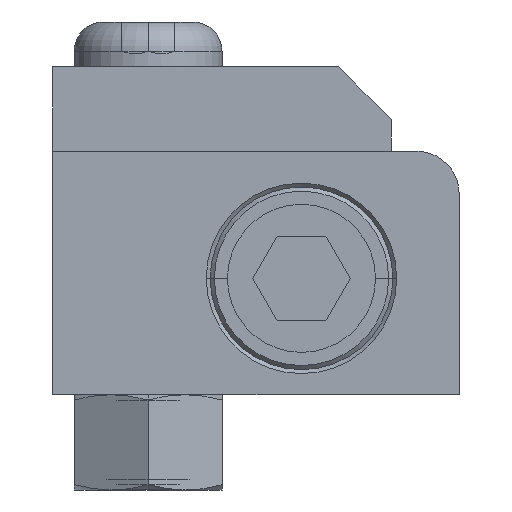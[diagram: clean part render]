
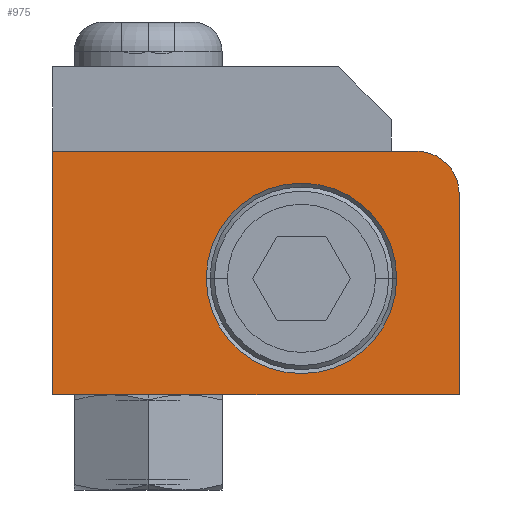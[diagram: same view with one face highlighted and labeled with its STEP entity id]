
A CAD part, left-side view. The second image highlights one B-rep face of the part: STEP entity #975.
In plain terms, the highlighted planar face has unit normal (-1, 0, 0).
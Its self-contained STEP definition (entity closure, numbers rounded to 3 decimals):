
#975=ADVANCED_FACE('',(#2812,#2813),#2814,.T.);
#2812=FACE_OUTER_BOUND('',#8390,.T.);
#2813=FACE_BOUND('',#8391,.T.);
#2814=PLANE('',#8392);
#8390=EDGE_LOOP('',(#16603,#16604,#16605,#16606,#16607,#16608));
#8391=EDGE_LOOP('',(#16609,#16610));
#8392=AXIS2_PLACEMENT_3D('',#16611,#16612,#16613);
#16603=ORIENTED_EDGE('',*,*,#23115,.F.);
#16604=ORIENTED_EDGE('',*,*,#23133,.T.);
#16605=ORIENTED_EDGE('',*,*,#23134,.F.);
#16606=ORIENTED_EDGE('',*,*,#23135,.F.);
#16607=ORIENTED_EDGE('',*,*,#23136,.T.);
#16608=ORIENTED_EDGE('',*,*,#23137,.F.);
#16609=ORIENTED_EDGE('',*,*,#23131,.F.);
#16610=ORIENTED_EDGE('',*,*,#23117,.F.);
#16611=CARTESIAN_POINT('',(-997.598,-137.795,-7.602));
#16612=DIRECTION('',(-1.0,0.0,0.0));
#16613=DIRECTION('',(0.0,0.0,1.0));
#23115=EDGE_CURVE('',#26956,#26952,#26958,.T.);
#23117=EDGE_CURVE('',#26959,#26961,#26962,.T.);
#23131=EDGE_CURVE('',#26961,#26959,#26982,.T.);
#23133=EDGE_CURVE('',#26956,#26984,#26985,.T.);
#23134=EDGE_CURVE('',#26986,#26984,#26987,.T.);
#23135=EDGE_CURVE('',#26988,#26986,#26989,.T.);
#23136=EDGE_CURVE('',#26988,#26990,#26991,.T.);
#23137=EDGE_CURVE('',#26952,#26990,#26992,.T.);
#26952=VERTEX_POINT('',#34301);
#26956=VERTEX_POINT('',#34306);
#26958=CIRCLE('',#34309,3.175);
#26959=VERTEX_POINT('',#34310);
#26961=VERTEX_POINT('',#34313);
#26962=CIRCLE('',#34314,7.144);
#26982=CIRCLE('',#34341,7.144);
#26984=VERTEX_POINT('',#34343);
#26985=LINE('',#34344,#34345);
#26986=VERTEX_POINT('',#34346);
#26987=LINE('',#34347,#34348);
#26988=VERTEX_POINT('',#34349);
#26989=LINE('',#34350,#34351);
#26990=VERTEX_POINT('',#34352);
#26991=LINE('',#34353,#34354);
#26992=CIRCLE('',#34355,3.175);
#34301=CARTESIAN_POINT('',(-997.598,-136.865,9.731));
#34306=CARTESIAN_POINT('',(-997.598,-134.62,10.661));
#34309=AXIS2_PLACEMENT_3D('',#44153,#44154,#44155);
#34310=CARTESIAN_POINT('',(-997.598,-118.824,1.129));
#34313=CARTESIAN_POINT('',(-997.598,-133.112,1.129));
#34314=AXIS2_PLACEMENT_3D('',#44157,#44158,#44159);
#34341=AXIS2_PLACEMENT_3D('',#44185,#44186,#44187);
#34343=CARTESIAN_POINT('',(-997.598,-107.315,10.661));
#34344=CARTESIAN_POINT('',(-997.598,-134.62,10.661));
#34345=VECTOR('',#44191,27.305);
#34346=CARTESIAN_POINT('',(-997.598,-107.315,-7.602));
#34347=CARTESIAN_POINT('',(-997.598,-107.315,-7.602));
#34348=VECTOR('',#44192,18.263);
#34349=CARTESIAN_POINT('',(-997.598,-137.795,-7.602));
#34350=CARTESIAN_POINT('',(-997.598,-137.795,-7.602));
#34351=VECTOR('',#44193,30.48);
#34352=CARTESIAN_POINT('',(-997.598,-137.795,7.486));
#34353=CARTESIAN_POINT('',(-997.598,-137.795,-7.602));
#34354=VECTOR('',#44194,15.088);
#34355=AXIS2_PLACEMENT_3D('',#44195,#44196,#44197);
#44153=CARTESIAN_POINT('',(-997.598,-134.62,7.486));
#44154=DIRECTION('',(1.0,0.0,0.0));
#44155=DIRECTION('',(0.0,-0.707,0.707));
#44157=CARTESIAN_POINT('',(-997.598,-125.968,1.129));
#44158=DIRECTION('',(-1.0,0.0,0.0));
#44159=DIRECTION('',(0.0,1.0,0.0));
#44185=CARTESIAN_POINT('',(-997.598,-125.968,1.129));
#44186=DIRECTION('',(-1.0,0.0,0.0));
#44187=DIRECTION('',(0.0,1.0,0.0));
#44191=DIRECTION('',(0.0,1.0,0.0));
#44192=DIRECTION('',(0.0,0.0,1.0));
#44193=DIRECTION('',(0.0,1.0,0.0));
#44194=DIRECTION('',(0.0,0.0,1.0));
#44195=CARTESIAN_POINT('',(-997.598,-134.62,7.486));
#44196=DIRECTION('',(1.0,0.0,0.0));
#44197=DIRECTION('',(0.0,-0.707,0.707));
